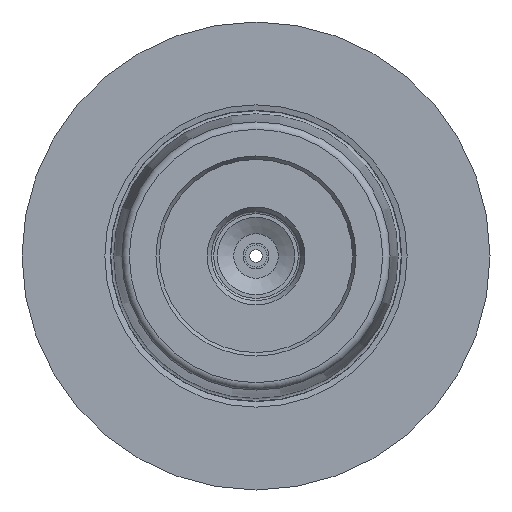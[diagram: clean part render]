
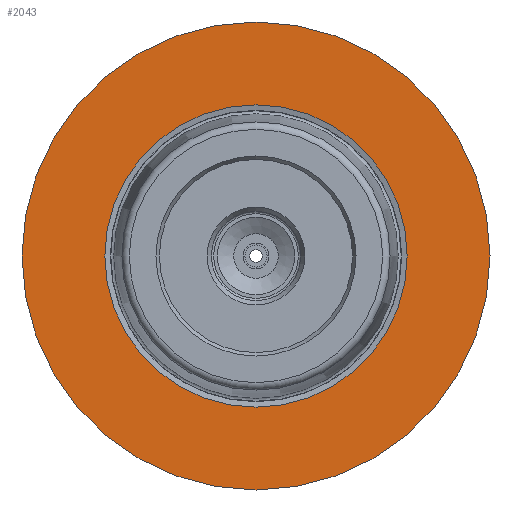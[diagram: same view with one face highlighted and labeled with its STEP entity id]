
A CAD part, left-side view. The second image highlights one B-rep face of the part: STEP entity #2043.
In plain terms, the highlighted planar face has unit normal (-1, 0, 0).
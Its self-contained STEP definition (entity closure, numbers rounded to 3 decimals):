
#2009=CARTESIAN_POINT('',(0.,20.35,0.0));
#2010=VERTEX_POINT('',#2009);
#2011=CARTESIAN_POINT('',(0.,0.0,0.0));
#2012=DIRECTION('',(1.0,0.0,0.0));
#2013=DIRECTION('',(0.0,1.0,0.0));
#2014=AXIS2_PLACEMENT_3D('',#2011,#2012,#2013);
#2015=CIRCLE('',#2014,20.35);
#2016=EDGE_CURVE('',#2010,#2010,#2015,.T.);
#2024=CARTESIAN_POINT('',(0.,25.925,0.0));
#2025=DIRECTION('',(-1.0,0.0,0.0));
#2026=DIRECTION('',(0.0,0.0,1.0));
#2027=AXIS2_PLACEMENT_3D('',#2024,#2025,#2026);
#2028=PLANE('',#2027);
#2029=CARTESIAN_POINT('',(0.,31.5,0.0));
#2030=VERTEX_POINT('',#2029);
#2031=CARTESIAN_POINT('',(0.,0.0,0.0));
#2032=DIRECTION('',(1.0,0.0,0.0));
#2033=DIRECTION('',(0.0,1.0,0.0));
#2034=AXIS2_PLACEMENT_3D('',#2031,#2032,#2033);
#2035=CIRCLE('',#2034,31.5);
#2036=EDGE_CURVE('',#2030,#2030,#2035,.T.);
#2037=ORIENTED_EDGE('',*,*,#2036,.F.);
#2038=EDGE_LOOP('',(#2037));
#2039=FACE_OUTER_BOUND('',#2038,.T.);
#2040=ORIENTED_EDGE('',*,*,#2016,.T.);
#2041=EDGE_LOOP('',(#2040));
#2042=FACE_BOUND('',#2041,.T.);
#2043=ADVANCED_FACE('',(#2039,#2042),#2028,.T.);
